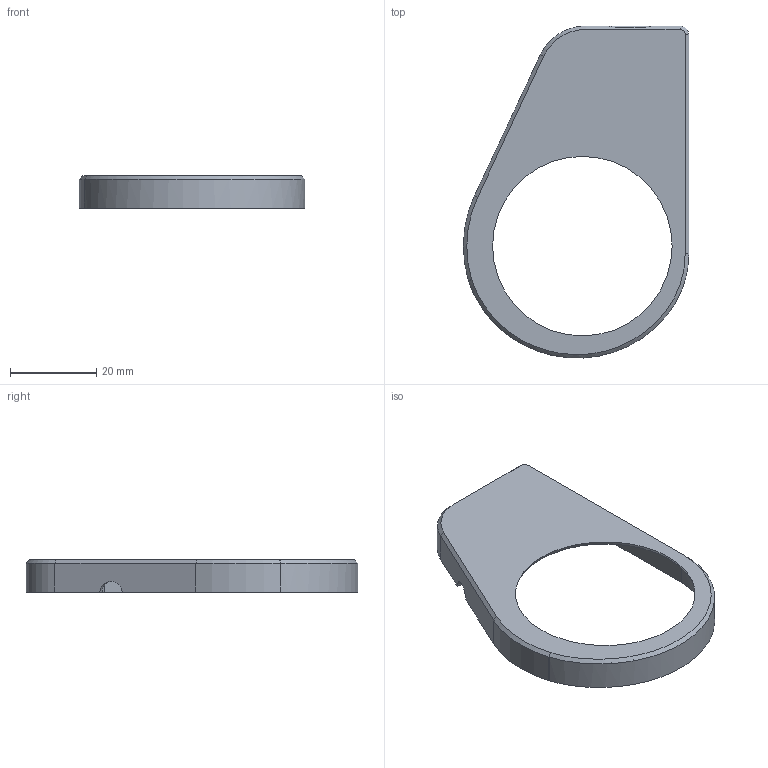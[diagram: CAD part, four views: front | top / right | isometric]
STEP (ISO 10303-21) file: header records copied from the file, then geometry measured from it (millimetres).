
FILE_DESCRIPTION(/* description */ (''),/* implementation_level */ '2;1');
FILE_NAME(/* name */ 'Birdy44 v25-Cover.step',/* time_stamp */ '2023-09-19T15:33:24+02:00',/* author */ (''),/* organization */ (''),/* preprocessor_version */ 'ST-DEVELOPER v20',/* originating_system */ 'Autodesk Translation Framework v12.14.0.127',/* authorisation */ '');
FILE_SCHEMA (('AUTOMOTIVE_DESIGN { 1 0 10303 214 3 1 1 }'));
Length unit declared in the file: millimetre
Products named in the file (2): Birdy44; Cover
Assembly tree (1 placements, depth 2):
  Birdy44
    Cover
Bounding box: 52.24 x 76.96 x 7.5 mm (x, y, z)
Volume: 4387.8 mm3; surface area: 6762.8 mm2
Topology: 1 solids, 1 shells, 64 faces, 172 edges, 109 vertices
Faces by surface type: plane 38, cylinder 12, cone 8, bspline 6
Entity records: 2486 total; most frequent: CARTESIAN_POINT 842, ORIENTED_EDGE 344, DIRECTION 310, EDGE_CURVE 172, LINE 120, VECTOR 120, VERTEX_POINT 109, AXIS2_PLACEMENT_3D 95
